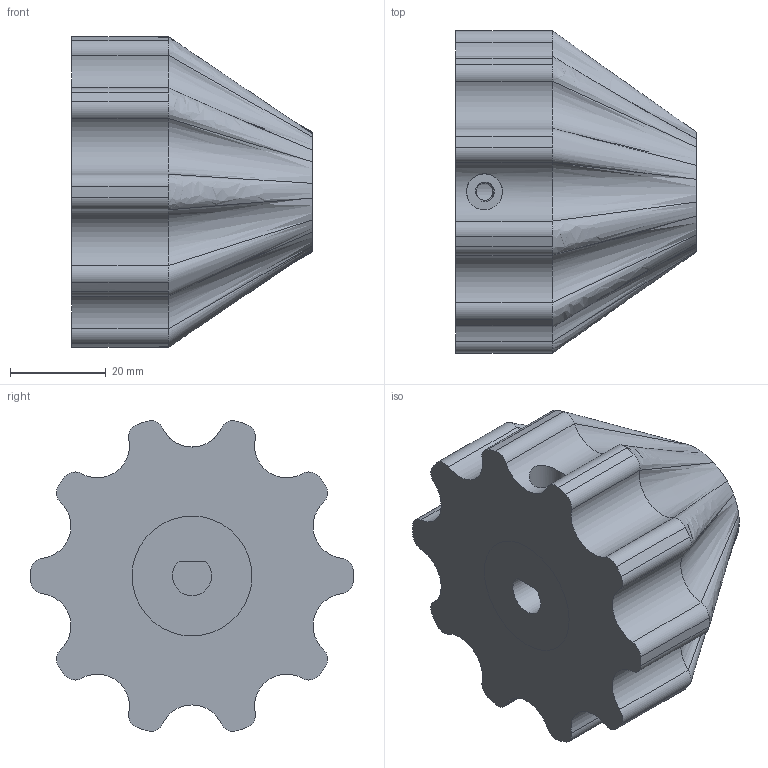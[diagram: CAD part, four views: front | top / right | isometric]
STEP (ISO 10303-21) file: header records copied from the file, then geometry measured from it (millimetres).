
FILE_DESCRIPTION(/* description */ (''),/* implementation_level */ '2;1');
FILE_NAME(/* name */ 'Spoolachse Hero.step',/* time_stamp */ '2022-09-22T17:31:26+02:00',/* author */ (''),/* organization */ (''),/* preprocessor_version */ 'ST-DEVELOPER v19',/* originating_system */ 'Autodesk Translation Framework v11.7.0.108',/* authorisation */ '');
FILE_SCHEMA (('AUTOMOTIVE_DESIGN { 1 0 10303 214 3 1 1 }'));
Length unit declared in the file: millimetre
Products named in the file (1): Spool Greifer
Bounding box: 50.18 x 67.26 x 64.83 mm (x, y, z)
Volume: 95369.7 mm3; surface area: 15650.7 mm2
Topology: 1 solids, 1 shells, 120 faces, 404 edges, 291 vertices
Faces by surface type: cylinder 87, bspline 22, plane 10, cone 1
Full cylindrical faces by diameter (mm): 3.529 x11, 3.947 x6, 4.086 x17, 4.401 x1, 7.5 x1, 10.874 x1
Entity records: 23249 total; most frequent: CARTESIAN_POINT 19941, ORIENTED_EDGE 808, DIRECTION 539, EDGE_CURVE 404, VERTEX_POINT 291, AXIS2_PLACEMENT_3D 208, B_SPLINE_CURVE_WITH_KNOTS 172, EDGE_LOOP 127
